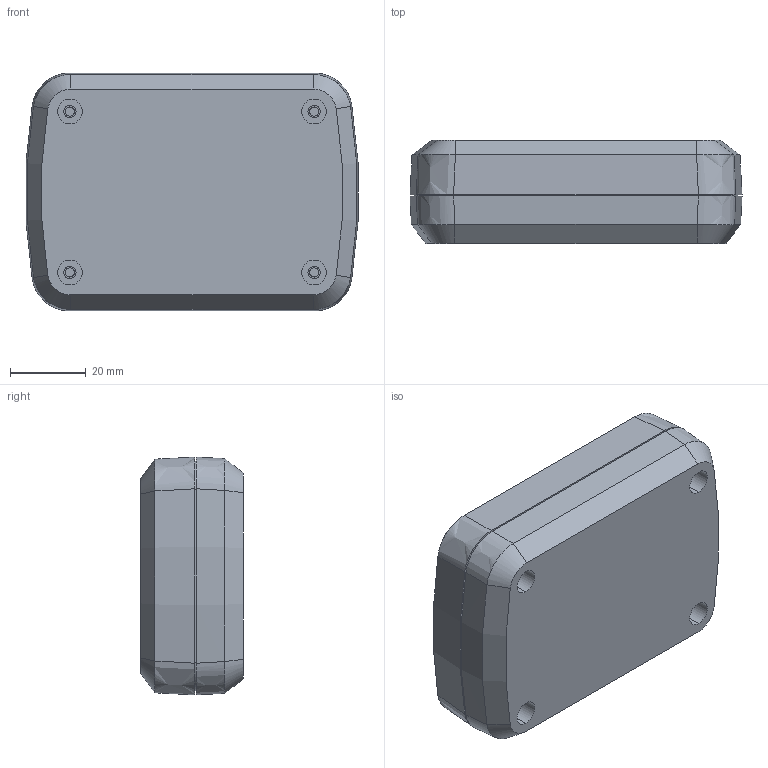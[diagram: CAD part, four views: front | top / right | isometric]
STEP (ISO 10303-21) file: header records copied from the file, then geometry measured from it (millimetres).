
FILE_DESCRIPTION (( 'STEP AP203' ), '1' );
FILE_NAME ('HH-044.STEP', '2016-03-09T06:33:20', ( 'admin' ), ( 'Hewlett-Packard Company' ), 'SwSTEP 2.0', 'SolidWorks 2014', '' );
FILE_SCHEMA (( 'CONFIG_CONTROL_DESIGN' ));
Length unit declared in the file: millimetre
Products named in the file (3): HH-044-P-1; HH-044; HH-044-P-2
Assembly tree (2 placements, depth 2):
  HH-044
    HH-044-P-2
    HH-044-P-1
Bounding box: 87.68 x 27.2 x 62.8 mm (x, y, z)
Volume: 34362.3 mm3; surface area: 37332.1 mm2
Topology: 2 solids, 2 shells, 227 faces, 510 edges, 328 vertices
Faces by surface type: plane 65, bspline 62, cone 60, cylinder 40
Entity records: 11159 total; most frequent: CARTESIAN_POINT 6118, ORIENTED_EDGE 1020, DIRECTION 870, EDGE_CURVE 510, AXIS2_PLACEMENT_3D 362, VERTEX_POINT 328, EDGE_LOOP 276, FACE_OUTER_BOUND 227
